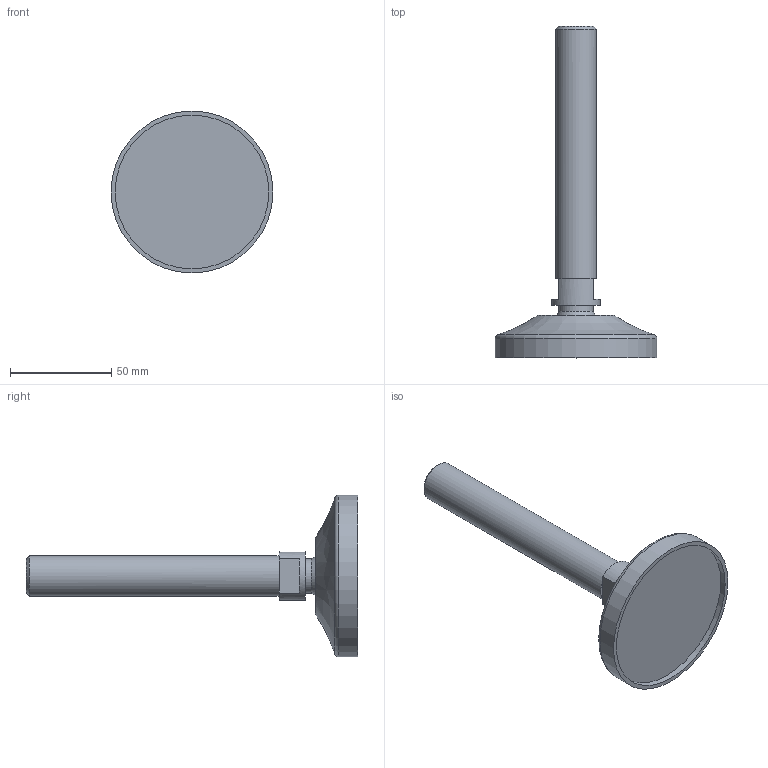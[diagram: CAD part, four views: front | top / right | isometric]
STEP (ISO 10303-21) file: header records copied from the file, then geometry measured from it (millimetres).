
FILE_DESCRIPTION( ( 'STEP AP214' ), '1' );
FILE_NAME( 'K0742.008020X1250.stp', '2020-12-09T15:46:47', ( '' ), ( '' ), ' ', 'PARTsolutions', ' ' );
FILE_SCHEMA( ( 'AUTOMOTIVE_DESIGN { 1 0 10303 214 1 1 1 1 }' ) );
Length unit declared in the file: millimetre
Products named in the file (1): _K0742.008020X1250
Bounding box: 80 x 164 x 80 mm (x, y, z)
Volume: 111880.6 mm3; surface area: 24484.8 mm2
Topology: 1 solids, 2 shells, 25 faces, 51 edges, 31 vertices
Faces by surface type: plane 13, cylinder 5, sphere 3, torus 2, cone 1, bspline 1
Full cylindrical faces by diameter (mm): 17 x1, 20 x1, 24 x1, 76 x1, 80 x1
Entity records: 795 total; most frequent: CARTESIAN_POINT 115, DIRECTION 106, ORIENTED_EDGE 68, AXIS2_PLACEMENT_3D 47, EDGE_LOOP 38, FACE_OUTER_BOUND 34, EDGE_CURVE 34, VERTEX_POINT 28
